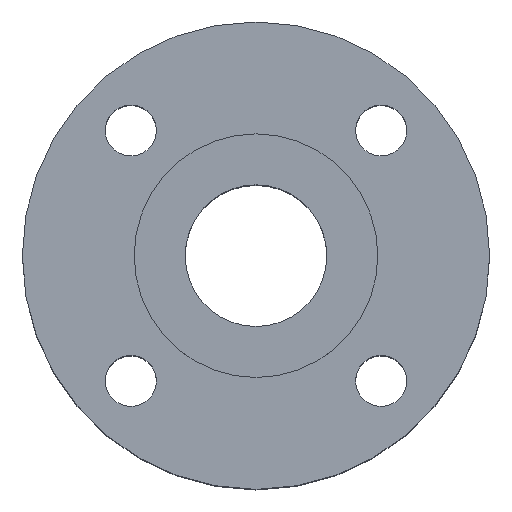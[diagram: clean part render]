
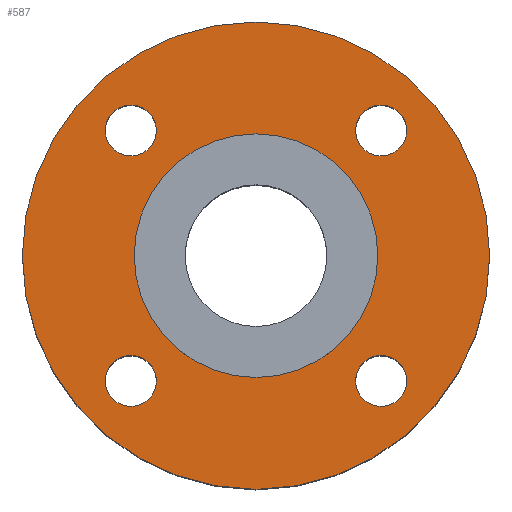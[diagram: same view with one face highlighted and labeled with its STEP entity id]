
A CAD part, top view. The second image highlights one B-rep face of the part: STEP entity #587.
In plain terms, the highlighted planar face has unit normal (0, 0, 1).
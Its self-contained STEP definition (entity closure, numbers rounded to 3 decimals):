
#33=FACE_BOUND('',#110,.T.);
#34=FACE_BOUND('',#111,.T.);
#35=FACE_BOUND('',#112,.T.);
#36=FACE_BOUND('',#113,.T.);
#37=FACE_BOUND('',#114,.T.);
#47=PLANE('',#685);
#69=FACE_OUTER_BOUND('',#109,.T.);
#109=EDGE_LOOP('',(#491,#492));
#110=EDGE_LOOP('',(#493,#494));
#111=EDGE_LOOP('',(#495,#496));
#112=EDGE_LOOP('',(#497,#498));
#113=EDGE_LOOP('',(#499,#500));
#114=EDGE_LOOP('',(#501,#502));
#159=CIRCLE('',#616,9.);
#160=CIRCLE('',#617,9.);
#164=CIRCLE('',#623,9.);
#165=CIRCLE('',#624,9.);
#169=CIRCLE('',#630,9.);
#170=CIRCLE('',#631,9.);
#174=CIRCLE('',#637,9.);
#175=CIRCLE('',#638,9.);
#208=CIRCLE('',#683,43.);
#209=CIRCLE('',#684,43.);
#210=CIRCLE('',#686,82.5);
#211=CIRCLE('',#687,82.5);
#229=VERTEX_POINT('',#923);
#230=VERTEX_POINT('',#924);
#234=VERTEX_POINT('',#937);
#235=VERTEX_POINT('',#938);
#239=VERTEX_POINT('',#951);
#240=VERTEX_POINT('',#952);
#244=VERTEX_POINT('',#965);
#245=VERTEX_POINT('',#966);
#275=VERTEX_POINT('',#1075);
#276=VERTEX_POINT('',#1076);
#277=VERTEX_POINT('',#1081);
#278=VERTEX_POINT('',#1082);
#293=EDGE_CURVE('',#229,#230,#159,.T.);
#294=EDGE_CURVE('',#230,#229,#160,.T.);
#300=EDGE_CURVE('',#234,#235,#164,.T.);
#301=EDGE_CURVE('',#235,#234,#165,.T.);
#307=EDGE_CURVE('',#239,#240,#169,.T.);
#308=EDGE_CURVE('',#240,#239,#170,.T.);
#314=EDGE_CURVE('',#244,#245,#174,.T.);
#315=EDGE_CURVE('',#245,#244,#175,.T.);
#354=EDGE_CURVE('',#275,#276,#208,.T.);
#355=EDGE_CURVE('',#276,#275,#209,.T.);
#357=EDGE_CURVE('',#277,#278,#210,.T.);
#358=EDGE_CURVE('',#278,#277,#211,.T.);
#491=ORIENTED_EDGE('',*,*,#357,.F.);
#492=ORIENTED_EDGE('',*,*,#358,.F.);
#493=ORIENTED_EDGE('',*,*,#293,.T.);
#494=ORIENTED_EDGE('',*,*,#294,.T.);
#495=ORIENTED_EDGE('',*,*,#300,.T.);
#496=ORIENTED_EDGE('',*,*,#301,.T.);
#497=ORIENTED_EDGE('',*,*,#307,.T.);
#498=ORIENTED_EDGE('',*,*,#308,.T.);
#499=ORIENTED_EDGE('',*,*,#314,.T.);
#500=ORIENTED_EDGE('',*,*,#315,.T.);
#501=ORIENTED_EDGE('',*,*,#354,.T.);
#502=ORIENTED_EDGE('',*,*,#355,.T.);
#587=ADVANCED_FACE('',(#69,#33,#34,#35,#36,#37),#47,.T.);
#616=AXIS2_PLACEMENT_3D('',#925,#715,#716);
#617=AXIS2_PLACEMENT_3D('',#926,#717,#718);
#623=AXIS2_PLACEMENT_3D('',#939,#731,#732);
#624=AXIS2_PLACEMENT_3D('',#940,#733,#734);
#630=AXIS2_PLACEMENT_3D('',#953,#747,#748);
#631=AXIS2_PLACEMENT_3D('',#954,#749,#750);
#637=AXIS2_PLACEMENT_3D('',#967,#763,#764);
#638=AXIS2_PLACEMENT_3D('',#968,#765,#766);
#683=AXIS2_PLACEMENT_3D('',#1077,#861,#862);
#684=AXIS2_PLACEMENT_3D('',#1078,#863,#864);
#685=AXIS2_PLACEMENT_3D('',#1080,#866,#867);
#686=AXIS2_PLACEMENT_3D('',#1083,#868,#869);
#687=AXIS2_PLACEMENT_3D('',#1084,#870,#871);
#715=DIRECTION('center_axis',(0.,0.,-1.));
#716=DIRECTION('ref_axis',(0.,-1.,0.));
#717=DIRECTION('center_axis',(0.,0.,-1.));
#718=DIRECTION('ref_axis',(0.,-1.,0.));
#731=DIRECTION('center_axis',(0.,0.,-1.));
#732=DIRECTION('ref_axis',(-1.,0.,0.));
#733=DIRECTION('center_axis',(0.,0.,-1.));
#734=DIRECTION('ref_axis',(-1.,0.,0.));
#747=DIRECTION('center_axis',(0.,0.,-1.));
#748=DIRECTION('ref_axis',(0.,1.,0.));
#749=DIRECTION('center_axis',(0.,0.,-1.));
#750=DIRECTION('ref_axis',(0.,1.,0.));
#763=DIRECTION('center_axis',(0.,0.,-1.));
#764=DIRECTION('ref_axis',(1.,0.,0.));
#765=DIRECTION('center_axis',(0.,0.,-1.));
#766=DIRECTION('ref_axis',(1.,0.,0.));
#861=DIRECTION('center_axis',(0.,0.,-1.));
#862=DIRECTION('ref_axis',(1.,0.,0.));
#863=DIRECTION('center_axis',(0.,0.,-1.));
#864=DIRECTION('ref_axis',(1.,0.,0.));
#866=DIRECTION('center_axis',(0.,0.,1.));
#867=DIRECTION('ref_axis',(1.,0.,0.));
#868=DIRECTION('center_axis',(0.,0.,-1.));
#869=DIRECTION('ref_axis',(1.,0.,0.));
#870=DIRECTION('center_axis',(0.,0.,-1.));
#871=DIRECTION('ref_axis',(1.,0.,0.));
#923=CARTESIAN_POINT('',(44.194,-53.194,63.75));
#924=CARTESIAN_POINT('',(44.194,-35.194,63.75));
#925=CARTESIAN_POINT('Origin',(44.194,-44.194,63.75));
#926=CARTESIAN_POINT('Origin',(44.194,-44.194,63.75));
#937=CARTESIAN_POINT('',(-53.194,-44.194,63.75));
#938=CARTESIAN_POINT('',(-35.194,-44.194,63.75));
#939=CARTESIAN_POINT('Origin',(-44.194,-44.194,63.75));
#940=CARTESIAN_POINT('Origin',(-44.194,-44.194,63.75));
#951=CARTESIAN_POINT('',(-44.194,53.194,63.75));
#952=CARTESIAN_POINT('',(-44.194,35.194,63.75));
#953=CARTESIAN_POINT('Origin',(-44.194,44.194,63.75));
#954=CARTESIAN_POINT('Origin',(-44.194,44.194,63.75));
#965=CARTESIAN_POINT('',(53.194,44.194,63.75));
#966=CARTESIAN_POINT('',(35.194,44.194,63.75));
#967=CARTESIAN_POINT('Origin',(44.194,44.194,63.75));
#968=CARTESIAN_POINT('Origin',(44.194,44.194,63.75));
#1075=CARTESIAN_POINT('',(0.,43.,63.75));
#1076=CARTESIAN_POINT('',(0.,-43.,63.75));
#1077=CARTESIAN_POINT('Origin',(0.,0.,63.75));
#1078=CARTESIAN_POINT('Origin',(0.,0.,63.75));
#1080=CARTESIAN_POINT('Origin',(0.,82.5,63.75));
#1081=CARTESIAN_POINT('',(0.,82.5,63.75));
#1082=CARTESIAN_POINT('',(0.,-82.5,63.75));
#1083=CARTESIAN_POINT('Origin',(0.,0.,63.75));
#1084=CARTESIAN_POINT('Origin',(0.,0.,63.75));
